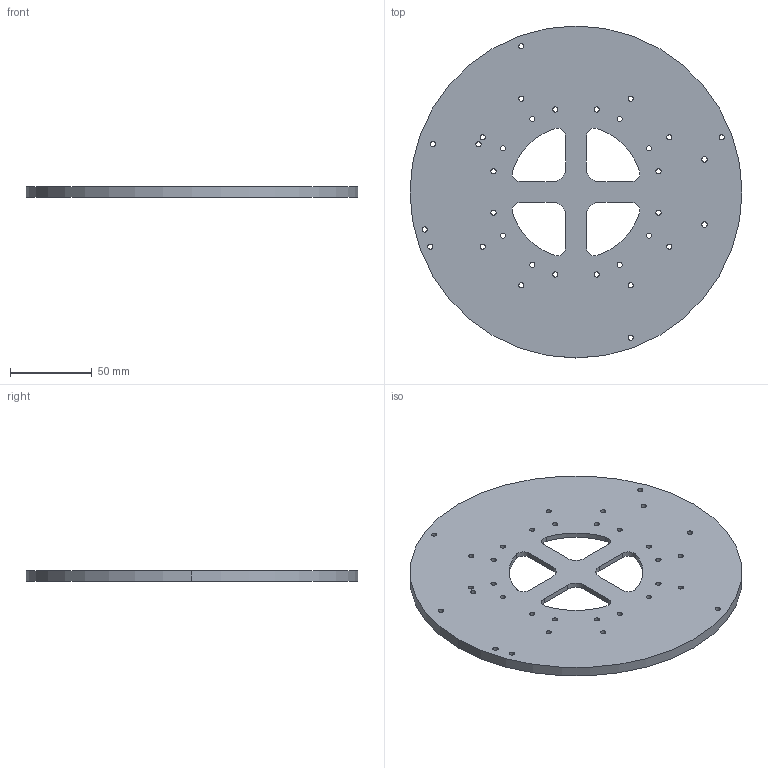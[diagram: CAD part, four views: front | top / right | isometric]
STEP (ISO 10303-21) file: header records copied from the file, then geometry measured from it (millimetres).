
FILE_DESCRIPTION (( 'STEP AP203' ), '1' );
FILE_NAME ('ElectronicsEndPlate.STEP', '2015-11-12T06:48:30', ( '' ), ( '' ), 'SwSTEP 2.0', 'SolidWorks 2015', '' );
FILE_SCHEMA (( 'CONFIG_CONTROL_DESIGN' ));
Length unit declared in the file: millimetre
Products named in the file (1): ElectronicsEndPlate
Bounding box: 203.2 x 203.2 x 6.35 mm (x, y, z)
Volume: 164110.8 mm3; surface area: 66035.9 mm2
Topology: 1 solids, 1 shells, 105 faces, 306 edges, 204 vertices
Faces by surface type: cylinder 86, plane 19
Entity records: 3797 total; most frequent: DIRECTION 690, CARTESIAN_POINT 616, ORIENTED_EDGE 612, EDGE_CURVE 306, AXIS2_PLACEMENT_3D 278, VERTEX_POINT 204, EDGE_LOOP 180, CIRCLE 172
